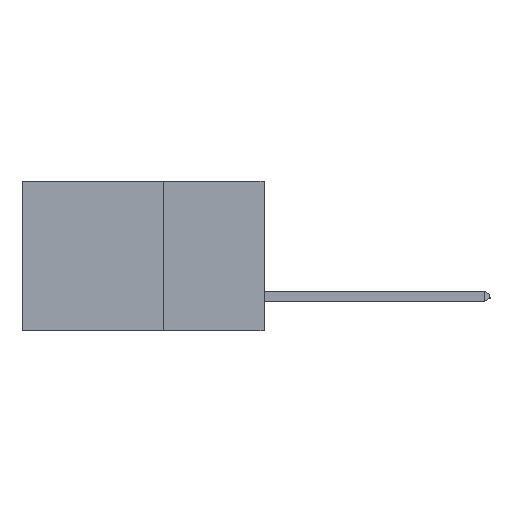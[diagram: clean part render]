
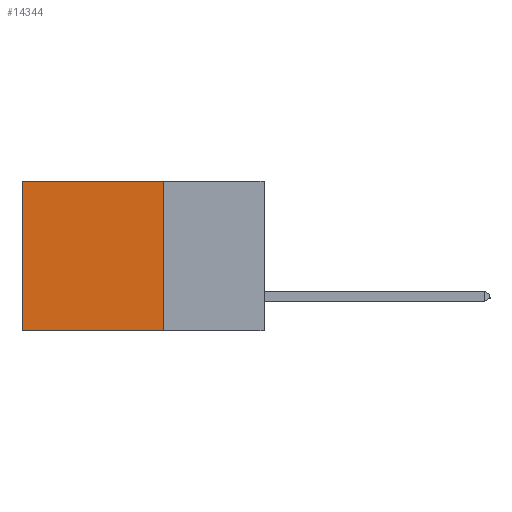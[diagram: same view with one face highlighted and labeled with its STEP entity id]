
A CAD part, left-side view. The second image highlights one B-rep face of the part: STEP entity #14344.
In plain terms, the highlighted planar face has unit normal (-1, 0, 0).
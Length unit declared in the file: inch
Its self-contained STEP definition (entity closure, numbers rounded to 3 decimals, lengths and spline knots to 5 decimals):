
#121 = ORIENTED_EDGE ( 'NONE', *, *, #12853, .F. ) ;
#302 = CARTESIAN_POINT ( 'NONE',  ( 0.298, 0.25, -0.37 ) ) ;
#519 = DIRECTION ( 'NONE',  ( 0., 0., -1. ) ) ;
#548 = CARTESIAN_POINT ( 'NONE',  ( 0.298, 0.6, 0. ) ) ;
#707 = DIRECTION ( 'NONE',  ( 1., 0., 0. ) ) ;
#1529 = EDGE_CURVE ( 'NONE', #6566, #13487, #8512, .T. ) ;
#2343 = CARTESIAN_POINT ( 'NONE',  ( 0.298, 0.25, 0. ) ) ;
#3494 = CARTESIAN_POINT ( 'NONE',  ( 0.298, 0.25, -0.37 ) ) ;
#4593 = LINE ( 'NONE', #302, #15218 ) ;
#4635 = ORIENTED_EDGE ( 'NONE', *, *, #15985, .F. ) ;
#4640 = PLANE ( 'NONE',  #6753 ) ;
#6015 = CARTESIAN_POINT ( 'NONE',  ( 0.298, 0.25, 0. ) ) ;
#6566 = VERTEX_POINT ( 'NONE', #548 ) ;
#6753 = AXIS2_PLACEMENT_3D ( 'NONE', #6015, #707, #10103 ) ;
#6976 = EDGE_CURVE ( 'NONE', #12809, #6566, #11754, .T. ) ;
#7243 = ORIENTED_EDGE ( 'NONE', *, *, #6976, .T. ) ;
#7898 = EDGE_LOOP ( 'NONE', ( #8703, #121, #4635, #7243 ) ) ;
#8367 = DIRECTION ( 'NONE',  ( 0., 1., 0. ) ) ;
#8512 = LINE ( 'NONE', #14762, #15097 ) ;
#8514 = LINE ( 'NONE', #11193, #11679 ) ;
#8703 = ORIENTED_EDGE ( 'NONE', *, *, #1529, .T. ) ;
#9211 = VERTEX_POINT ( 'NONE', #3494 ) ;
#9681 = DIRECTION ( 'NONE',  ( 0., 1., 0. ) ) ;
#10103 = DIRECTION ( 'NONE',  ( 0., 0., -1. ) ) ;
#11193 = CARTESIAN_POINT ( 'NONE',  ( 0.298, 0.25, 0. ) ) ;
#11679 = VECTOR ( 'NONE', #519, 39.37008 ) ;
#11754 = LINE ( 'NONE', #16227, #15981 ) ;
#12297 = DIRECTION ( 'NONE',  ( 0., 0., -1. ) ) ;
#12809 = VERTEX_POINT ( 'NONE', #2343 ) ;
#12853 = EDGE_CURVE ( 'NONE', #9211, #13487, #4593, .T. ) ;
#13165 = FACE_OUTER_BOUND ( 'NONE', #7898, .T. ) ;
#13487 = VERTEX_POINT ( 'NONE', #13615 ) ;
#13615 = CARTESIAN_POINT ( 'NONE',  ( 0.298, 0.6, -0.37 ) ) ;
#14344 = ADVANCED_FACE ( 'NONE', ( #13165 ), #4640, .F. ) ;
#14762 = CARTESIAN_POINT ( 'NONE',  ( 0.298, 0.6, 0. ) ) ;
#15097 = VECTOR ( 'NONE', #12297, 39.37008 ) ;
#15218 = VECTOR ( 'NONE', #9681, 39.37008 ) ;
#15981 = VECTOR ( 'NONE', #8367, 39.37008 ) ;
#15985 = EDGE_CURVE ( 'NONE', #12809, #9211, #8514, .T. ) ;
#16227 = CARTESIAN_POINT ( 'NONE',  ( 0.298, 0.25, 0. ) ) ;
